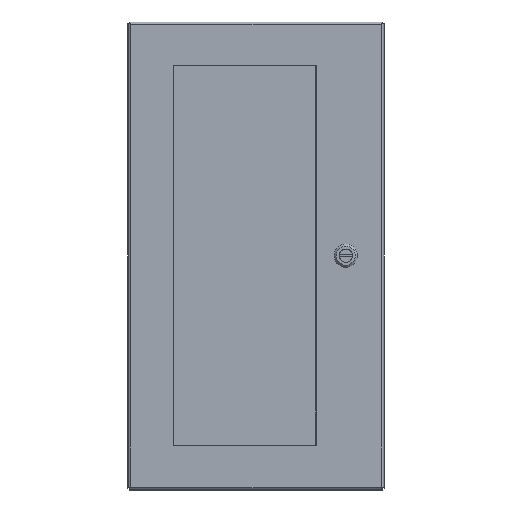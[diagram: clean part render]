
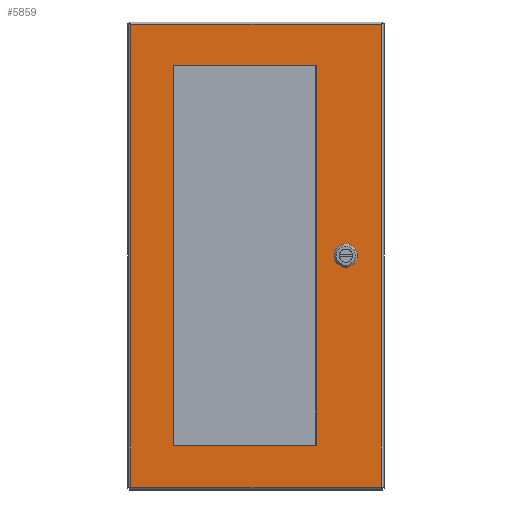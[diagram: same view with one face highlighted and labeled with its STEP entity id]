
A CAD part, front view. The second image highlights one B-rep face of the part: STEP entity #5859.
In plain terms, the highlighted planar face has unit normal (0, -1, 0).
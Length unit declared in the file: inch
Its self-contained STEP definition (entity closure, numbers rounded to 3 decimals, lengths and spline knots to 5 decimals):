
#209 = CARTESIAN_POINT ( 'NONE',  ( 4.6545, -1.796, -22.051 ) ) ;
#220 = CARTESIAN_POINT ( 'NONE',  ( -5.946, -1.796, -22.051 ) ) ;
#283 = VERTEX_POINT ( 'NONE', #16853 ) ;
#429 = CARTESIAN_POINT ( 'NONE',  ( -3.9195, -1.796, -2.059 ) ) ;
#760 = DIRECTION ( 'NONE',  ( -1., 0., 0. ) ) ;
#1024 = VERTEX_POINT ( 'NONE', #5192 ) ;
#1100 = VERTEX_POINT ( 'NONE', #23937 ) ;
#1412 = VERTEX_POINT ( 'NONE', #17540 ) ;
#1940 = DIRECTION ( 'NONE',  ( 0.707, 0., -0.707 ) ) ;
#2186 = CARTESIAN_POINT ( 'NONE',  ( -5.946, -1.796, -11.475 ) ) ;
#2786 = DIRECTION ( 'NONE',  ( 0., 0., -1. ) ) ;
#3164 = ORIENTED_EDGE ( 'NONE', *, *, #29930, .T. ) ;
#4078 = VECTOR ( 'NONE', #26351, 39.37008 ) ;
#4430 = EDGE_CURVE ( 'NONE', #1024, #9181, #9161, .T. ) ;
#4561 = DIRECTION ( 'NONE',  ( 1., 0., 0. ) ) ;
#5073 = CARTESIAN_POINT ( 'NONE',  ( 5.947, -1.796, -22.051 ) ) ;
#5192 = CARTESIAN_POINT ( 'NONE',  ( 5.947, -1.796, -0.108 ) ) ;
#5230 = ORIENTED_EDGE ( 'NONE', *, *, #12817, .T. ) ;
#5381 = LINE ( 'NONE', #220, #4078 ) ;
#5713 = VECTOR ( 'NONE', #18067, 39.37008 ) ;
#5859 = ADVANCED_FACE ( 'NONE', ( #12873, #12701, #34003 ), #18040, .T. ) ;
#6942 = VECTOR ( 'NONE', #26852, 39.37008 ) ;
#7378 = DIRECTION ( 'NONE',  ( 0., 0., -1. ) ) ;
#7786 = VECTOR ( 'NONE', #22774, 39.37008 ) ;
#8467 = EDGE_CURVE ( 'NONE', #283, #21299, #28882, .T. ) ;
#9102 = EDGE_CURVE ( 'NONE', #30330, #1412, #22268, .T. ) ;
#9161 = LINE ( 'NONE', #30462, #27443 ) ;
#9181 = VERTEX_POINT ( 'NONE', #21040 ) ;
#9653 = ORIENTED_EDGE ( 'NONE', *, *, #18716, .T. ) ;
#10073 = VECTOR ( 'NONE', #25886, 39.37008 ) ;
#10121 = VECTOR ( 'NONE', #24674, 39.37008 ) ;
#10569 = ORIENTED_EDGE ( 'NONE', *, *, #26999, .T. ) ;
#10742 = CARTESIAN_POINT ( 'NONE',  ( 4.028, -1.796, -11.475 ) ) ;
#11066 = VERTEX_POINT ( 'NONE', #31615 ) ;
#11594 = ORIENTED_EDGE ( 'NONE', *, *, #14861, .T. ) ;
#11792 = EDGE_LOOP ( 'NONE', ( #11927, #33769, #11594, #9653 ) ) ;
#11927 = ORIENTED_EDGE ( 'NONE', *, *, #18791, .T. ) ;
#12119 = ORIENTED_EDGE ( 'NONE', *, *, #8467, .T. ) ;
#12433 = LINE ( 'NONE', #22929, #27271 ) ;
#12665 = LINE ( 'NONE', #2186, #20605 ) ;
#12701 = FACE_BOUND ( 'NONE', #13862, .T. ) ;
#12727 = LINE ( 'NONE', #31646, #5713 ) ;
#12817 = EDGE_CURVE ( 'NONE', #24366, #32415, #23109, .T. ) ;
#12873 = FACE_OUTER_BOUND ( 'NONE', #11792, .T. ) ;
#13206 = CARTESIAN_POINT ( 'NONE',  ( -5.946, -1.796, -22.051 ) ) ;
#13862 = EDGE_LOOP ( 'NONE', ( #5230, #30695, #25570, #30674, #10569, #33420, #14626, #3164 ) ) ;
#14626 = ORIENTED_EDGE ( 'NONE', *, *, #24730, .T. ) ;
#14742 = VECTOR ( 'NONE', #760, 39.37008 ) ;
#14861 = EDGE_CURVE ( 'NONE', #9181, #26878, #5381, .T. ) ;
#15787 = CARTESIAN_POINT ( 'NONE',  ( -3.9195, -1.796, -22.051 ) ) ;
#15796 = CARTESIAN_POINT ( 'NONE',  ( 4.6545, -1.796, -11.3105 ) ) ;
#15954 = EDGE_CURVE ( 'NONE', #19017, #30959, #20169, .T. ) ;
#16853 = CARTESIAN_POINT ( 'NONE',  ( -3.9195, -1.796, -20.1 ) ) ;
#17063 = CARTESIAN_POINT ( 'NONE',  ( -5.946, -1.796, -22.051 ) ) ;
#17165 = CARTESIAN_POINT ( 'NONE',  ( 4.49, -1.796, -10.684 ) ) ;
#17177 = LINE ( 'NONE', #20125, #14742 ) ;
#17297 = CARTESIAN_POINT ( 'NONE',  ( -5.946, -1.796, -22.051 ) ) ;
#17300 = EDGE_CURVE ( 'NONE', #21299, #27241, #12727, .T. ) ;
#17319 = DIRECTION ( 'NONE',  ( -1., 0., 0. ) ) ;
#17540 = CARTESIAN_POINT ( 'NONE',  ( 4.49, -1.796, -11.475 ) ) ;
#17604 = DIRECTION ( 'NONE',  ( 0., 0., 1. ) ) ;
#17814 = VECTOR ( 'NONE', #17604, 39.37008 ) ;
#18040 = PLANE ( 'NONE',  #18775 ) ;
#18067 = DIRECTION ( 'NONE',  ( 1., 0., 0. ) ) ;
#18631 = VECTOR ( 'NONE', #31207, 39.37008 ) ;
#18716 = EDGE_CURVE ( 'NONE', #26878, #26320, #20226, .T. ) ;
#18775 = AXIS2_PLACEMENT_3D ( 'NONE', #13206, #23371, #7378 ) ;
#18791 = EDGE_CURVE ( 'NONE', #26320, #1024, #31221, .T. ) ;
#19017 = VERTEX_POINT ( 'NONE', #17165 ) ;
#19538 = CARTESIAN_POINT ( 'NONE',  ( 5.947, -1.796, -22.051 ) ) ;
#20125 = CARTESIAN_POINT ( 'NONE',  ( -5.946, -1.796, -20.1 ) ) ;
#20169 = LINE ( 'NONE', #30648, #22663 ) ;
#20226 = LINE ( 'NONE', #17297, #25460 ) ;
#20508 = CARTESIAN_POINT ( 'NONE',  ( 2.871, -1.796, -20.1 ) ) ;
#20605 = VECTOR ( 'NONE', #17319, 39.37008 ) ;
#20712 = CARTESIAN_POINT ( 'NONE',  ( 3.8635, -1.796, -22.051 ) ) ;
#21040 = CARTESIAN_POINT ( 'NONE',  ( -5.946, -1.796, -0.108 ) ) ;
#21299 = VERTEX_POINT ( 'NONE', #429 ) ;
#21594 = ORIENTED_EDGE ( 'NONE', *, *, #30149, .T. ) ;
#22111 = CARTESIAN_POINT ( 'NONE',  ( 4.6545, -1.796, -10.8485 ) ) ;
#22174 = VECTOR ( 'NONE', #27702, 39.37008 ) ;
#22268 = LINE ( 'NONE', #27417, #10121 ) ;
#22426 = LINE ( 'NONE', #32900, #7786 ) ;
#22663 = VECTOR ( 'NONE', #1940, 39.37008 ) ;
#22774 = DIRECTION ( 'NONE',  ( 1., 0., 0. ) ) ;
#22929 = CARTESIAN_POINT ( 'NONE',  ( 2.871, -1.796, -22.051 ) ) ;
#23109 = LINE ( 'NONE', #20712, #17814 ) ;
#23192 = CARTESIAN_POINT ( 'NONE',  ( 3.8635, -1.796, -10.8485 ) ) ;
#23371 = DIRECTION ( 'NONE',  ( 0., -1., 0. ) ) ;
#23937 = CARTESIAN_POINT ( 'NONE',  ( 4.028, -1.796, -10.684 ) ) ;
#23985 = LINE ( 'NONE', #10742, #18631 ) ;
#24277 = VERTEX_POINT ( 'NONE', #20508 ) ;
#24366 = VERTEX_POINT ( 'NONE', #26180 ) ;
#24640 = ORIENTED_EDGE ( 'NONE', *, *, #27951, .T. ) ;
#24674 = DIRECTION ( 'NONE',  ( -0.707, 0., -0.707 ) ) ;
#24730 = EDGE_CURVE ( 'NONE', #1412, #11066, #12665, .T. ) ;
#25460 = VECTOR ( 'NONE', #4561, 39.37008 ) ;
#25570 = ORIENTED_EDGE ( 'NONE', *, *, #33251, .T. ) ;
#25886 = DIRECTION ( 'NONE',  ( 0., 0., 1. ) ) ;
#26179 = LINE ( 'NONE', #209, #32157 ) ;
#26180 = CARTESIAN_POINT ( 'NONE',  ( 3.8635, -1.796, -11.3105 ) ) ;
#26320 = VERTEX_POINT ( 'NONE', #19538 ) ;
#26351 = DIRECTION ( 'NONE',  ( 0., 0., -1. ) ) ;
#26852 = DIRECTION ( 'NONE',  ( 0.707, 0., 0.707 ) ) ;
#26878 = VERTEX_POINT ( 'NONE', #17063 ) ;
#26999 = EDGE_CURVE ( 'NONE', #30959, #30330, #26179, .T. ) ;
#27241 = VERTEX_POINT ( 'NONE', #32185 ) ;
#27271 = VECTOR ( 'NONE', #33225, 39.37008 ) ;
#27417 = CARTESIAN_POINT ( 'NONE',  ( 4.6545, -1.796, -11.3105 ) ) ;
#27443 = VECTOR ( 'NONE', #30125, 39.37008 ) ;
#27702 = DIRECTION ( 'NONE',  ( 0., 0., 1. ) ) ;
#27951 = EDGE_CURVE ( 'NONE', #27241, #24277, #12433, .T. ) ;
#28297 = EDGE_CURVE ( 'NONE', #32415, #1100, #29448, .T. ) ;
#28882 = LINE ( 'NONE', #15787, #22174 ) ;
#29448 = LINE ( 'NONE', #29608, #6942 ) ;
#29608 = CARTESIAN_POINT ( 'NONE',  ( 3.8635, -1.796, -10.8485 ) ) ;
#29710 = EDGE_LOOP ( 'NONE', ( #32765, #24640, #21594, #12119 ) ) ;
#29930 = EDGE_CURVE ( 'NONE', #11066, #24366, #23985, .T. ) ;
#30125 = DIRECTION ( 'NONE',  ( -1., 0., 0. ) ) ;
#30149 = EDGE_CURVE ( 'NONE', #24277, #283, #17177, .T. ) ;
#30330 = VERTEX_POINT ( 'NONE', #15796 ) ;
#30462 = CARTESIAN_POINT ( 'NONE',  ( -5.946, -1.796, -0.108 ) ) ;
#30648 = CARTESIAN_POINT ( 'NONE',  ( 4.49, -1.796, -10.684 ) ) ;
#30674 = ORIENTED_EDGE ( 'NONE', *, *, #15954, .T. ) ;
#30695 = ORIENTED_EDGE ( 'NONE', *, *, #28297, .T. ) ;
#30959 = VERTEX_POINT ( 'NONE', #22111 ) ;
#31207 = DIRECTION ( 'NONE',  ( -0.707, 0., 0.707 ) ) ;
#31221 = LINE ( 'NONE', #5073, #10073 ) ;
#31615 = CARTESIAN_POINT ( 'NONE',  ( 4.028, -1.796, -11.475 ) ) ;
#31646 = CARTESIAN_POINT ( 'NONE',  ( -5.946, -1.796, -2.059 ) ) ;
#32157 = VECTOR ( 'NONE', #2786, 39.37008 ) ;
#32185 = CARTESIAN_POINT ( 'NONE',  ( 2.871, -1.796, -2.059 ) ) ;
#32415 = VERTEX_POINT ( 'NONE', #23192 ) ;
#32765 = ORIENTED_EDGE ( 'NONE', *, *, #17300, .T. ) ;
#32900 = CARTESIAN_POINT ( 'NONE',  ( -5.946, -1.796, -10.684 ) ) ;
#33225 = DIRECTION ( 'NONE',  ( 0., 0., -1. ) ) ;
#33251 = EDGE_CURVE ( 'NONE', #1100, #19017, #22426, .T. ) ;
#33420 = ORIENTED_EDGE ( 'NONE', *, *, #9102, .T. ) ;
#33769 = ORIENTED_EDGE ( 'NONE', *, *, #4430, .T. ) ;
#34003 = FACE_BOUND ( 'NONE', #29710, .T. ) ;
